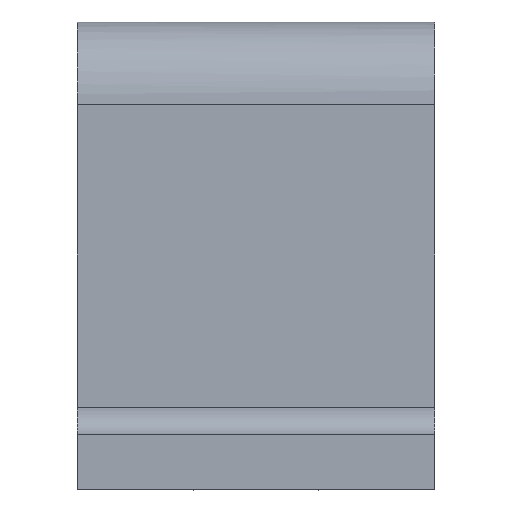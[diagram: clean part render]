
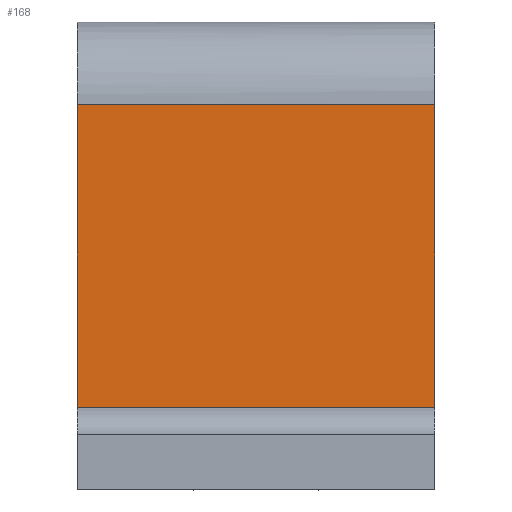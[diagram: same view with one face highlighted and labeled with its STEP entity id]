
A CAD part, left-side view. The second image highlights one B-rep face of the part: STEP entity #168.
In plain terms, the highlighted planar face has unit normal (-1, 0, 0).
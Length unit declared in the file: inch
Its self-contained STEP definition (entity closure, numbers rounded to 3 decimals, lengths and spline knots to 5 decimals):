
#168=ADVANCED_FACE('',(#327),#328,.T.);
#327=FACE_OUTER_BOUND('',#715,.T.);
#328=PLANE('',#716);
#715=EDGE_LOOP('',(#1059,#1060,#1061,#1062));
#716=AXIS2_PLACEMENT_3D('',#1063,#1064,#1065);
#1059=ORIENTED_EDGE('',*,*,#1207,.T.);
#1060=ORIENTED_EDGE('',*,*,#1212,.F.);
#1061=ORIENTED_EDGE('',*,*,#1255,.T.);
#1062=ORIENTED_EDGE('',*,*,#1175,.T.);
#1063=CARTESIAN_POINT('',(1.62454,1.625,1.06218));
#1064=DIRECTION('',(-1.0,0.0,0.0));
#1065=DIRECTION('',(0.0,0.0,-1.0));
#1175=EDGE_CURVE('',#1332,#1330,#1333,.T.);
#1207=EDGE_CURVE('',#1330,#1383,#1385,.T.);
#1212=EDGE_CURVE('',#1389,#1383,#1391,.T.);
#1255=EDGE_CURVE('',#1389,#1332,#1449,.T.);
#1330=VERTEX_POINT('',#1573);
#1332=VERTEX_POINT('',#1578);
#1333=LINE('',#1579,#1580);
#1383=VERTEX_POINT('',#1684);
#1385=LINE('',#1689,#1690);
#1389=VERTEX_POINT('',#1695);
#1391=LINE('',#1700,#1701);
#1449=LINE('',#1828,#1829);
#1573=CARTESIAN_POINT('',(1.62454,0.,0.37488));
#1578=CARTESIAN_POINT('',(1.62454,1.625,0.37488));
#1579=CARTESIAN_POINT('',(1.62454,1.625,0.37488));
#1580=VECTOR('',#1877,1.0);
#1684=CARTESIAN_POINT('',(1.62454,0.,1.74949));
#1689=CARTESIAN_POINT('',(1.62454,0.,1.74949));
#1690=VECTOR('',#1890,1.0);
#1695=CARTESIAN_POINT('',(1.62454,1.625,1.74949));
#1700=CARTESIAN_POINT('',(1.62454,1.625,1.74949));
#1701=VECTOR('',#1892,1.0);
#1828=CARTESIAN_POINT('',(1.62454,1.625,1.74949));
#1829=VECTOR('',#1902,1.0);
#1877=DIRECTION('',(0.0,-1.0,0.0));
#1890=DIRECTION('',(0.0,0.0,1.0));
#1892=DIRECTION('',(0.0,-1.0,0.0));
#1902=DIRECTION('',(0.0,0.0,-1.0));
